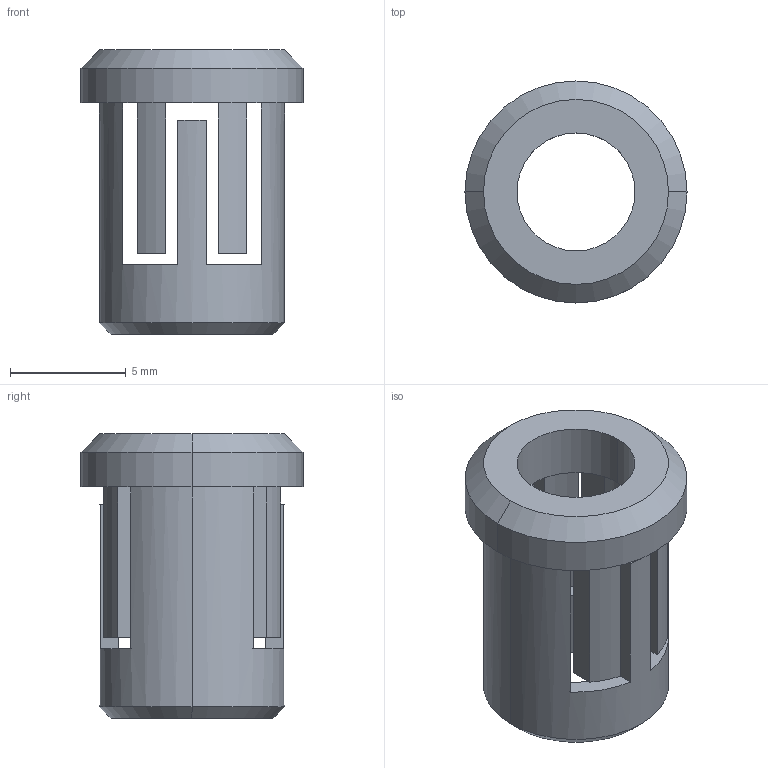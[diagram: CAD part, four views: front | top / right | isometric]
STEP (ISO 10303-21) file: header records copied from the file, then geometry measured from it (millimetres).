
FILE_DESCRIPTION (( 'STEP AP214' ), '1' );
FILE_NAME ('11840.STEP', '2015-05-18T17:35:26', ( '' ), ( '' ), 'SwSTEP 2.0', 'SolidWorks 2014', '' );
FILE_SCHEMA (( 'AUTOMOTIVE_DESIGN' ));
Length unit declared in the file: millimetre
Products named in the file (1): 11840
Bounding box: 9.6 x 9.6 x 12.3 mm (x, y, z)
Volume: 243.6 mm3; surface area: 674.2 mm2
Topology: 1 solids, 1 shells, 49 faces, 128 edges, 84 vertices
Faces by surface type: plane 29, cylinder 16, cone 4
Entity records: 1568 total; most frequent: DIRECTION 280, CARTESIAN_POINT 262, ORIENTED_EDGE 256, EDGE_CURVE 128, AXIS2_PLACEMENT_3D 102, VERTEX_POINT 84, LINE 76, VECTOR 76
